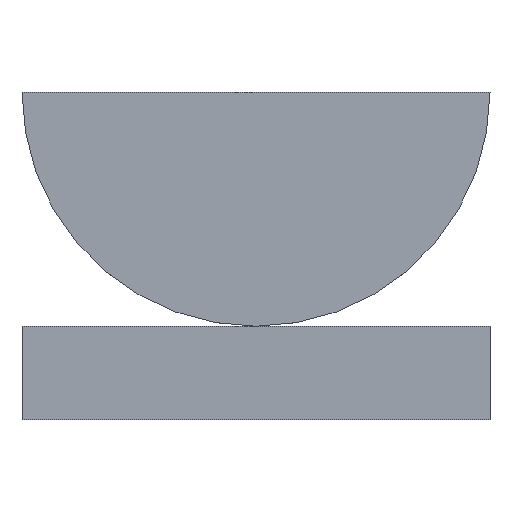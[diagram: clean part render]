
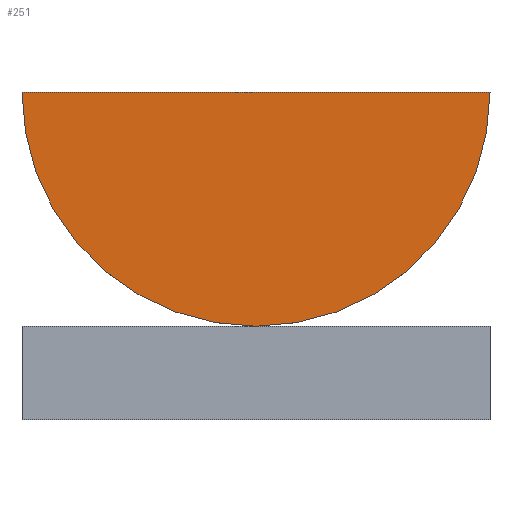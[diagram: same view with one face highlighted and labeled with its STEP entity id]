
A CAD part, top view. The second image highlights one B-rep face of the part: STEP entity #251.
In plain terms, the highlighted planar face has unit normal (0, 0, 1).
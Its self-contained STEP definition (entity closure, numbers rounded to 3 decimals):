
#9 = CARTESIAN_POINT ( 'NONE',  ( 50., 50., 1. ) ) ;
#37 = CIRCLE ( 'NONE', #256, 50. ) ;
#39 = LINE ( 'NONE', #377, #300 ) ;
#48 = EDGE_CURVE ( 'NONE', #160, #297, #39, .T. ) ;
#51 = CARTESIAN_POINT ( 'NONE',  ( 0., 50., 1. ) ) ;
#79 = FACE_OUTER_BOUND ( 'NONE', #134, .T. ) ;
#134 = EDGE_LOOP ( 'NONE', ( #217, #373 ) ) ;
#141 = AXIS2_PLACEMENT_3D ( 'NONE', #51, #319, #289 ) ;
#145 = CARTESIAN_POINT ( 'NONE',  ( 0., 50., 1. ) ) ;
#148 = DIRECTION ( 'NONE',  ( 0., 0., 1. ) ) ;
#160 = VERTEX_POINT ( 'NONE', #9 ) ;
#217 = ORIENTED_EDGE ( 'NONE', *, *, #360, .T. ) ;
#222 = PLANE ( 'NONE',  #141 ) ;
#226 = CARTESIAN_POINT ( 'NONE',  ( -50., 50., 1. ) ) ;
#251 = ADVANCED_FACE ( 'NONE', ( #79 ), #222, .T. ) ;
#256 = AXIS2_PLACEMENT_3D ( 'NONE', #145, #148, #326 ) ;
#288 = DIRECTION ( 'NONE',  ( -1., 0., 0. ) ) ;
#289 = DIRECTION ( 'NONE',  ( 1., 0., 0. ) ) ;
#297 = VERTEX_POINT ( 'NONE', #226 ) ;
#300 = VECTOR ( 'NONE', #288, 1000. ) ;
#319 = DIRECTION ( 'NONE',  ( 0., 0., 1. ) ) ;
#326 = DIRECTION ( 'NONE',  ( 1., 0., 0. ) ) ;
#360 = EDGE_CURVE ( 'NONE', #297, #160, #37, .T. ) ;
#373 = ORIENTED_EDGE ( 'NONE', *, *, #48, .T. ) ;
#377 = CARTESIAN_POINT ( 'NONE',  ( -50., 50., 1. ) ) ;
